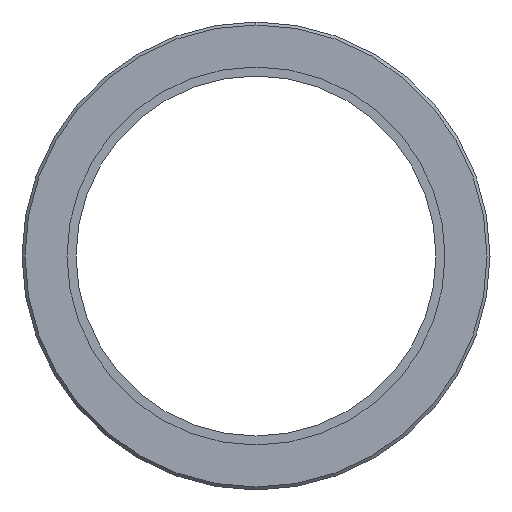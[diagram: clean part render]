
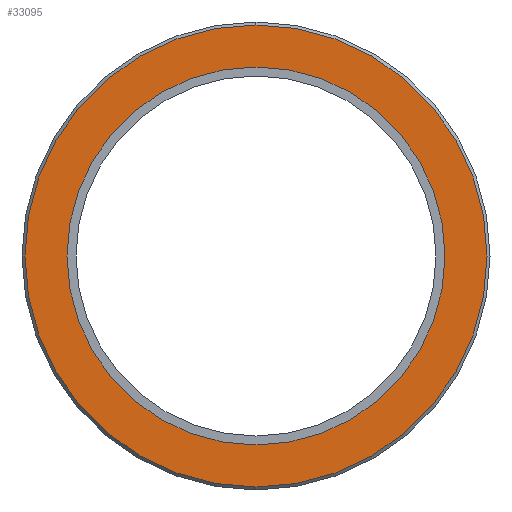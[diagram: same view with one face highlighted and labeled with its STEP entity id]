
A CAD part, left-side view. The second image highlights one B-rep face of the part: STEP entity #33095.
In plain terms, the highlighted planar face has unit normal (-1, 0, 0).
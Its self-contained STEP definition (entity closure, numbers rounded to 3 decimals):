
#238 = ORIENTED_EDGE ( 'NONE', *, *, #32481, .F. ) ;
#498 = VERTEX_POINT ( 'NONE', #14604 ) ;
#1669 = DIRECTION ( 'NONE',  ( 0., 0., 1. ) ) ;
#2842 = ORIENTED_EDGE ( 'NONE', *, *, #12504, .T. ) ;
#4134 = DIRECTION ( 'NONE',  ( 0., 0., 1. ) ) ;
#4216 = DIRECTION ( 'NONE',  ( -1., 0., 0. ) ) ;
#4808 = AXIS2_PLACEMENT_3D ( 'NONE', #28427, #21304, #5039 ) ;
#4817 = AXIS2_PLACEMENT_3D ( 'NONE', #22836, #4216, #1669 ) ;
#5039 = DIRECTION ( 'NONE',  ( 0., 0., 1. ) ) ;
#5709 = PLANE ( 'NONE',  #4808 ) ;
#5945 = AXIS2_PLACEMENT_3D ( 'NONE', #32270, #14296, #4134 ) ;
#6091 = DIRECTION ( 'NONE',  ( -1., 0., 0. ) ) ;
#8590 = CIRCLE ( 'NONE', #4817, 31.5 ) ;
#11895 = CIRCLE ( 'NONE', #5945, 31.5 ) ;
#12347 = EDGE_LOOP ( 'NONE', ( #15993, #238 ) ) ;
#12504 = EDGE_CURVE ( 'NONE', #498, #16548, #26888, .T. ) ;
#12832 = FACE_OUTER_BOUND ( 'NONE', #28151, .T. ) ;
#14296 = DIRECTION ( 'NONE',  ( -1., 0., 0. ) ) ;
#14604 = CARTESIAN_POINT ( 'NONE',  ( -13., 0., 38.5 ) ) ;
#15097 = VERTEX_POINT ( 'NONE', #18643 ) ;
#15768 = DIRECTION ( 'NONE',  ( 0., 0., 1. ) ) ;
#15993 = ORIENTED_EDGE ( 'NONE', *, *, #31712, .F. ) ;
#16548 = VERTEX_POINT ( 'NONE', #23213 ) ;
#18643 = CARTESIAN_POINT ( 'NONE',  ( -13., 0., 31.5 ) ) ;
#20945 = ORIENTED_EDGE ( 'NONE', *, *, #32603, .T. ) ;
#20975 = FACE_BOUND ( 'NONE', #12347, .T. ) ;
#21008 = VERTEX_POINT ( 'NONE', #22067 ) ;
#21304 = DIRECTION ( 'NONE',  ( -1., 0., 0. ) ) ;
#22067 = CARTESIAN_POINT ( 'NONE',  ( -13., 0., -31.5 ) ) ;
#22604 = CARTESIAN_POINT ( 'NONE',  ( -13., 0., 0. ) ) ;
#22836 = CARTESIAN_POINT ( 'NONE',  ( -13., 0., 0. ) ) ;
#23213 = CARTESIAN_POINT ( 'NONE',  ( -13., 0., -38.5 ) ) ;
#23736 = CARTESIAN_POINT ( 'NONE',  ( -13., 0., 0. ) ) ;
#23800 = CIRCLE ( 'NONE', #30840, 38.5 ) ;
#26888 = CIRCLE ( 'NONE', #28512, 38.5 ) ;
#28151 = EDGE_LOOP ( 'NONE', ( #20945, #2842 ) ) ;
#28427 = CARTESIAN_POINT ( 'NONE',  ( -13., 0., 0. ) ) ;
#28512 = AXIS2_PLACEMENT_3D ( 'NONE', #23736, #6091, #15768 ) ;
#30050 = DIRECTION ( 'NONE',  ( 0., 0., 1. ) ) ;
#30840 = AXIS2_PLACEMENT_3D ( 'NONE', #22604, #32444, #30050 ) ;
#31712 = EDGE_CURVE ( 'NONE', #15097, #21008, #8590, .T. ) ;
#32270 = CARTESIAN_POINT ( 'NONE',  ( -13., 0., 0. ) ) ;
#32444 = DIRECTION ( 'NONE',  ( -1., 0., 0. ) ) ;
#32481 = EDGE_CURVE ( 'NONE', #21008, #15097, #11895, .T. ) ;
#32603 = EDGE_CURVE ( 'NONE', #16548, #498, #23800, .T. ) ;
#33095 = ADVANCED_FACE ( 'NONE', ( #12832, #20975 ), #5709, .T. ) ;
